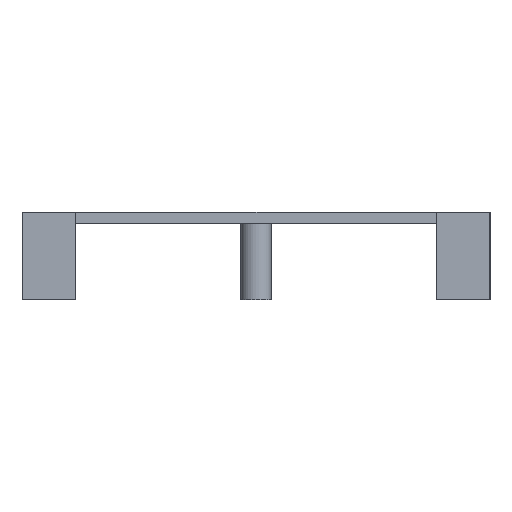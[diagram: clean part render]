
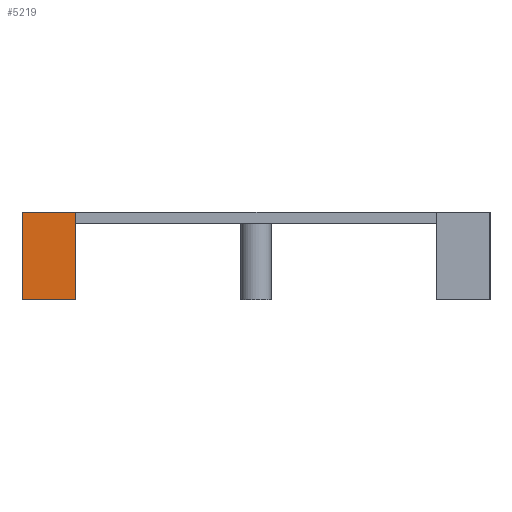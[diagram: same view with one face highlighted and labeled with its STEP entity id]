
A CAD part, left-side view. The second image highlights one B-rep face of the part: STEP entity #5219.
In plain terms, the highlighted planar face has unit normal (-1, 0, 0).
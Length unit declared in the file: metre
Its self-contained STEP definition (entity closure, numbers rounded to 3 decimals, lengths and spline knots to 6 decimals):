
#1377=ORIENTED_EDGE('',*,*,#2182,.T.);
#1378=ORIENTED_EDGE('',*,*,#2194,.F.);
#1379=ORIENTED_EDGE('',*,*,#2195,.F.);
#1380=ORIENTED_EDGE('',*,*,#2196,.T.);
#2182=EDGE_CURVE('',#2700,#2699,#3412,.T.);
#2194=EDGE_CURVE('',#2707,#2699,#3424,.T.);
#2195=EDGE_CURVE('',#2708,#2707,#3425,.T.);
#2196=EDGE_CURVE('',#2708,#2700,#3426,.T.);
#2699=VERTEX_POINT('',#8141);
#2700=VERTEX_POINT('',#8143);
#2707=VERTEX_POINT('',#8164);
#2708=VERTEX_POINT('',#8168);
#3412=LINE('',#8142,#4148);
#3424=LINE('',#8165,#4160);
#3425=LINE('',#8167,#4161);
#3426=LINE('',#8169,#4162);
#4148=VECTOR('',#6651,1.);
#4160=VECTOR('',#6669,1.);
#4161=VECTOR('',#6672,1.);
#4162=VECTOR('',#6673,1.);
#4441=EDGE_LOOP('',(#1377,#1378,#1379,#1380));
#4711=FACE_BOUND('',#4441,.T.);
#4967=PLANE('',#5488);
#5219=ADVANCED_FACE('',(#4711),#4967,.F.);
#5488=AXIS2_PLACEMENT_3D('',#8166,#6670,#6671);
#6651=DIRECTION('',(0.,1.,0.));
#6669=DIRECTION('',(0.,0.,1.));
#6670=DIRECTION('',(1.,0.,0.));
#6671=DIRECTION('',(0.,0.,-1.));
#6672=DIRECTION('',(0.,1.,0.));
#6673=DIRECTION('',(0.,0.,1.));
#8141=CARTESIAN_POINT('',(-0.044863,0.030598,0.));
#8142=CARTESIAN_POINT('',(-0.044863,0.027098,0.));
#8143=CARTESIAN_POINT('',(-0.044863,0.023598,0.));
#8164=CARTESIAN_POINT('',(-0.044863,0.030598,-0.0115));
#8165=CARTESIAN_POINT('',(-0.044863,0.030598,-0.0115));
#8166=CARTESIAN_POINT('',(-0.044863,0.027098,-0.0115));
#8167=CARTESIAN_POINT('',(-0.044863,0.027098,-0.0115));
#8168=CARTESIAN_POINT('',(-0.044863,0.023598,-0.0115));
#8169=CARTESIAN_POINT('',(-0.044863,0.023598,-0.0115));
